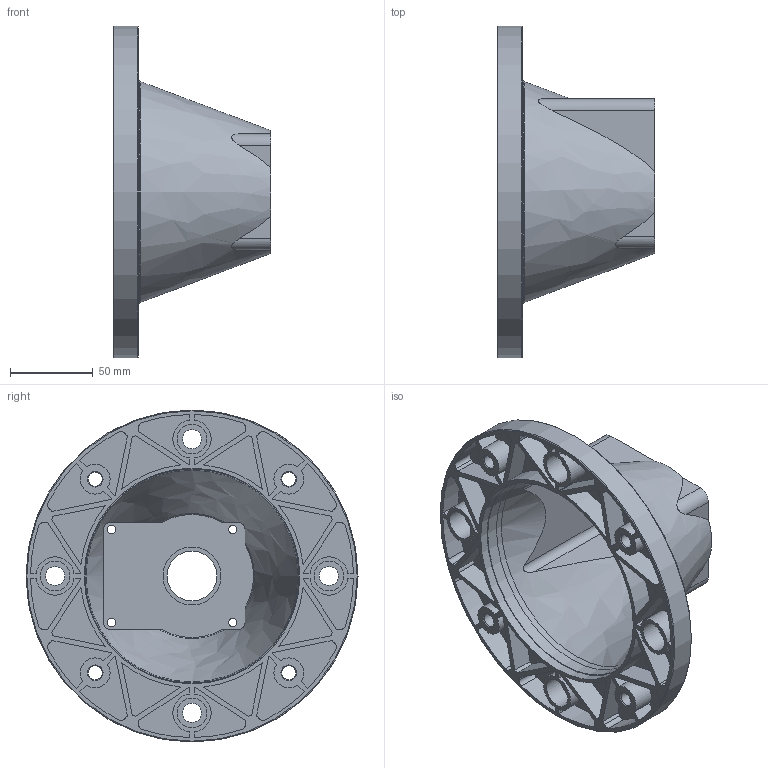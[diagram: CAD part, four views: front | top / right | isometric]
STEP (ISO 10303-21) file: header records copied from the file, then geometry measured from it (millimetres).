
FILE_DESCRIPTION(('STEP AP203'),'2;1');
FILE_NAME('LS202.stp','2005-07-21T17:33:49',(''),(''),'9.0.0','THINKDESIGN','');
FILE_SCHEMA(('CONFIG_CONTROL_DESIGN'));
Length unit declared in the file: millimetre
Bounding box: 95 x 200 x 200 mm (x, y, z)
Volume: 227425.1 mm3; surface area: 155989.8 mm2
Topology: 1 solids, 1 shells, 259 faces, 717 edges, 492 vertices
Faces by surface type: cylinder 129, plane 112, bspline 18
Full cylindrical faces by diameter (mm): 5 x4, 8.5 x4, 11.5 x4, 18 x4, 30 x1, 35 x1, 129 x1, 130 x1, 134 x1, 200 x1
Entity records: 10007 total; most frequent: CARTESIAN_POINT 2976, DIRECTION 1497, ORIENTED_EDGE 1434, EDGE_CURVE 717, AXIS2_PLACEMENT_3D 569, VERTEX_POINT 492, VECTOR 359, LINE 359
